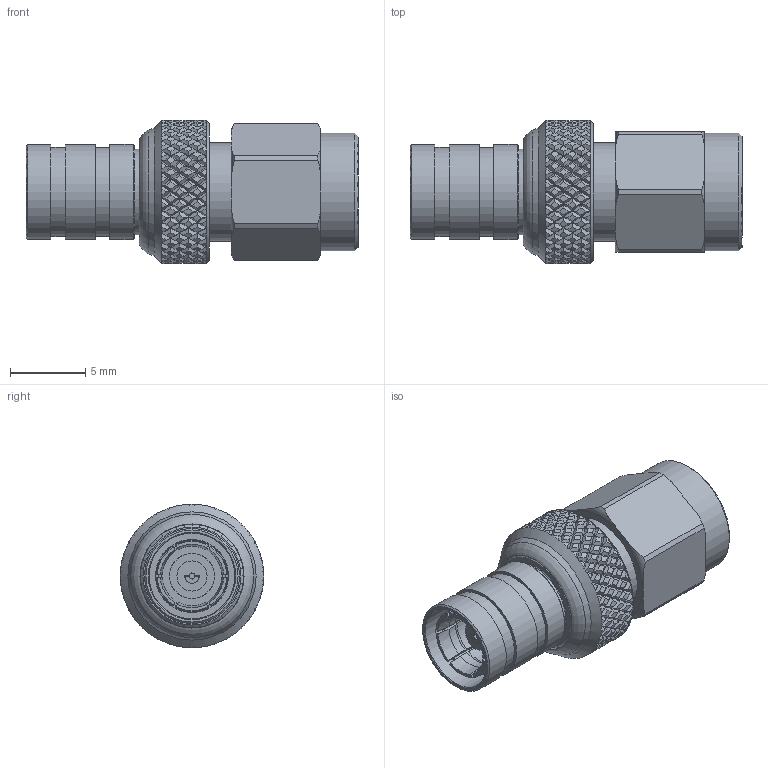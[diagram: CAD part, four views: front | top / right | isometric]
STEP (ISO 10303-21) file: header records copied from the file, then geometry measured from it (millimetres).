
FILE_DESCRIPTION(/* description */ ('Unknown'),/* implementation_level */ '2;1');
FILE_NAME(/* name */ '64403216211000',/* time_stamp */ '2024-03-07T17:15:48+01:00',/* author */ ('Unknown'),/* organization */ ('Unknown'),/* preprocessor_version */ 'ST-DEVELOPER v18.102',/* originating_system */ 'Solid Edge',/* authorisation */ 'Unknown');
FILE_SCHEMA (('AUTOMOTIVE_DESIGN {1 0 10303 214 3 1 1}'));
Length unit declared in the file: millimetre
Products named in the file (1): 64403216211000
Bounding box: 22 x 9.5 x 9.5 mm (x, y, z)
Volume: 744.1 mm3; surface area: 1633.1 mm2
Topology: 4 solids, 4 shells, 1404 faces, 3252 edges, 1840 vertices
Faces by surface type: bspline 682, plane 341, cylinder 297, cone 74, torus 10
Full cylindrical faces by diameter (mm): 0.4 x1, 0.92 x1, 2 x1, 2.97 x1, 3 x1, 4.05 x1, 4.096 x1, 4.4 x1, 4.5 x1, 4.56 x1, 4.639 x2, 4.75 x1, 4.8 x1, 5.68 x1, 5.688 x1, 5.901 x2, 6 x1, 6.3 x3, 6.5 x2, 6.66 x6, 6.87 x1, 7 x1, 7.8 x1, 9.5 x1
Entity records: 51199 total; most frequent: CARTESIAN_POINT 17784, ORIENTED_EDGE 6334, DIRECTION 3178, EDGE_CURVE 3167, VERTEX_POINT 1810, EDGE_LOOP 1519, FACE_BOUND 1519, ADVANCED_FACE 1399
